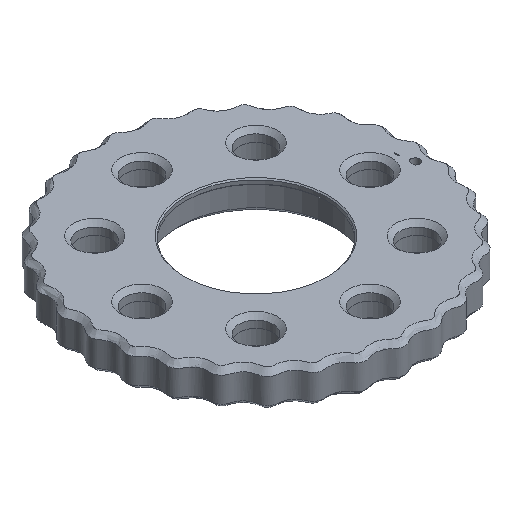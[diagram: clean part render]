
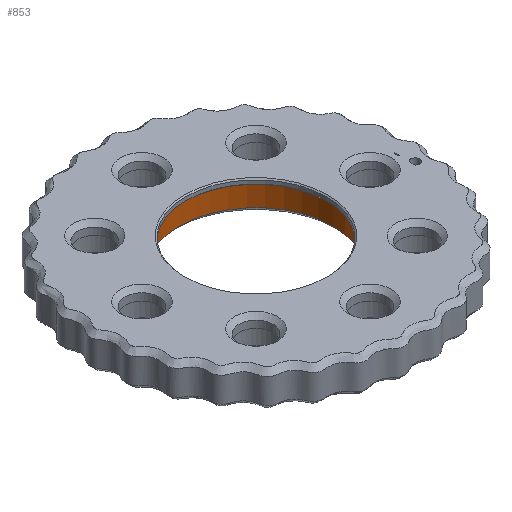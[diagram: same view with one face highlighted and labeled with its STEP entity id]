
A CAD part, isometric view. The second image highlights one B-rep face of the part: STEP entity #853.
In plain terms, the highlighted cylindrical face has radius 13.125 mm (diameter 26.25 mm), a full revolution.
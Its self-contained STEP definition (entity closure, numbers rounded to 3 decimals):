
#104=CIRCLE('',#943,13.125);
#109=CIRCLE('',#952,13.125);
#149=CYLINDRICAL_SURFACE('',#951,13.125);
#188=FACE_OUTER_BOUND('',#255,.T.);
#255=EDGE_LOOP('',(#659,#660,#661,#662));
#333=LINE('',#16746,#378);
#378=VECTOR('',#1136,13.);
#442=VERTEX_POINT('',#16726);
#447=VERTEX_POINT('',#16744);
#519=EDGE_CURVE('',#442,#442,#104,.F.);
#527=EDGE_CURVE('',#447,#447,#109,.T.);
#528=EDGE_CURVE('',#447,#442,#333,.T.);
#659=ORIENTED_EDGE('',*,*,#527,.F.);
#660=ORIENTED_EDGE('',*,*,#528,.T.);
#661=ORIENTED_EDGE('',*,*,#519,.F.);
#662=ORIENTED_EDGE('',*,*,#528,.F.);
#853=ADVANCED_FACE('',(#188),#149,.F.);
#943=AXIS2_PLACEMENT_3D('',#16728,#1113,#1114);
#951=AXIS2_PLACEMENT_3D('',#16743,#1132,#1133);
#952=AXIS2_PLACEMENT_3D('',#16745,#1134,#1135);
#1113=DIRECTION('center_axis',(0.,0.,-1.));
#1114=DIRECTION('ref_axis',(1.,0.,0.));
#1132=DIRECTION('center_axis',(0.,0.,1.));
#1133=DIRECTION('ref_axis',(1.,0.,0.));
#1134=DIRECTION('center_axis',(0.,0.,-1.));
#1135=DIRECTION('ref_axis',(1.,0.,0.));
#1136=DIRECTION('',(0.,0.,-1.));
#16726=CARTESIAN_POINT('',(-13.628,-0.052,1.875));
#16728=CARTESIAN_POINT('Origin',(-0.503,-0.052,
1.875));
#16743=CARTESIAN_POINT('Origin',(-0.503,-0.052,
1.));
#16744=CARTESIAN_POINT('',(-13.628,-0.052,5.6));
#16745=CARTESIAN_POINT('Origin',(-0.503,-0.052,
5.6));
#16746=CARTESIAN_POINT('',(-13.628,-0.052,1.));
